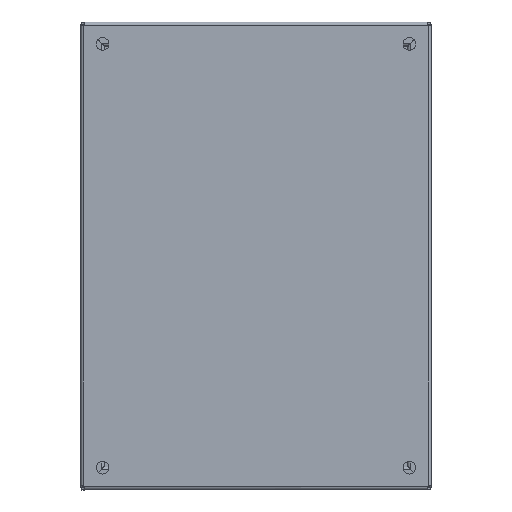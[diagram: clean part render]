
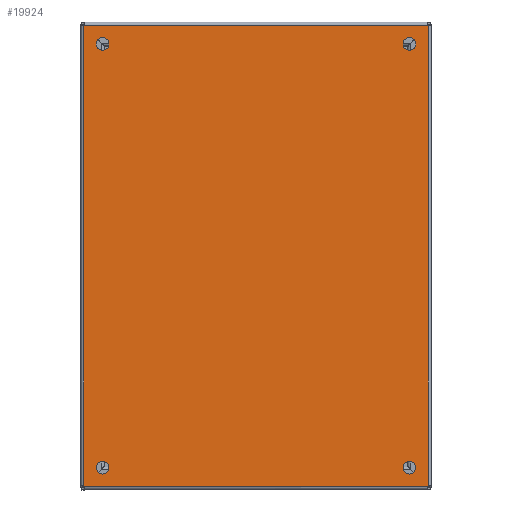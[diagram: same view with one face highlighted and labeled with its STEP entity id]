
A CAD part, top view. The second image highlights one B-rep face of the part: STEP entity #19924.
In plain terms, the highlighted face is planar.
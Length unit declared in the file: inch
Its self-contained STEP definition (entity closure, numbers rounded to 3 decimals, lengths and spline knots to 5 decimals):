
#15014=CARTESIAN_POINT('',(0.53125,0.75,0.0));
#15015=VERTEX_POINT('',#15014);
#15016=CARTESIAN_POINT('',(0.75,0.75,0.0));
#15017=DIRECTION('',(0.0,0.0,1.0));
#15018=DIRECTION('',(1.0,0.0,0.0));
#15019=AXIS2_PLACEMENT_3D('',#15016,#15017,#15018);
#15020=CIRCLE('',#15019,0.21875);
#15021=EDGE_CURVE('',#15015,#15015,#15020,.T.);
#15042=CARTESIAN_POINT('',(11.03125,0.75,0.0));
#15043=VERTEX_POINT('',#15042);
#15044=CARTESIAN_POINT('',(11.25,0.75,0.0));
#15045=DIRECTION('',(0.0,0.0,1.0));
#15046=DIRECTION('',(1.0,0.0,0.0));
#15047=AXIS2_PLACEMENT_3D('',#15044,#15045,#15046);
#15048=CIRCLE('',#15047,0.21875);
#15049=EDGE_CURVE('',#15043,#15043,#15048,.T.);
#15070=CARTESIAN_POINT('',(0.53125,15.25,0.0));
#15071=VERTEX_POINT('',#15070);
#15072=CARTESIAN_POINT('',(0.75,15.25,0.0));
#15073=DIRECTION('',(0.0,0.0,1.0));
#15074=DIRECTION('',(1.0,0.0,0.0));
#15075=AXIS2_PLACEMENT_3D('',#15072,#15073,#15074);
#15076=CIRCLE('',#15075,0.21875);
#15077=EDGE_CURVE('',#15071,#15071,#15076,.T.);
#15098=CARTESIAN_POINT('',(11.03125,15.25,0.0));
#15099=VERTEX_POINT('',#15098);
#15100=CARTESIAN_POINT('',(11.25,15.25,0.0));
#15101=DIRECTION('',(0.0,0.0,1.0));
#15102=DIRECTION('',(1.0,0.0,0.0));
#15103=AXIS2_PLACEMENT_3D('',#15100,#15101,#15102);
#15104=CIRCLE('',#15103,0.21875);
#15105=EDGE_CURVE('',#15099,#15099,#15104,.T.);
#18702=CARTESIAN_POINT('',(11.89475,15.88277,0.0));
#18703=VERTEX_POINT('',#18702);
#18800=CARTESIAN_POINT('',(11.89475,0.11723,0.0));
#18801=VERTEX_POINT('',#18800);
#18844=CARTESIAN_POINT('',(11.89475,15.88277,0.0));
#18845=DIRECTION('',(0.0,-1.0,0.0));
#18846=VECTOR('',#18845,15.76553);
#18847=LINE('',#18844,#18846);
#18848=EDGE_CURVE('',#18703,#18801,#18847,.T.);
#19019=CARTESIAN_POINT('',(0.11723,15.89475,0.0));
#19020=VERTEX_POINT('',#19019);
#19117=CARTESIAN_POINT('',(11.88277,15.89475,0.0));
#19118=VERTEX_POINT('',#19117);
#19161=CARTESIAN_POINT('',(0.11723,15.89475,0.0));
#19162=DIRECTION('',(1.0,0.0,0.0));
#19163=VECTOR('',#19162,11.76553);
#19164=LINE('',#19161,#19163);
#19165=EDGE_CURVE('',#19020,#19118,#19164,.T.);
#19332=CARTESIAN_POINT('',(0.10525,0.11723,0.0));
#19333=VERTEX_POINT('',#19332);
#19430=CARTESIAN_POINT('',(0.10525,15.88277,0.0));
#19431=VERTEX_POINT('',#19430);
#19474=CARTESIAN_POINT('',(0.10525,0.11723,0.0));
#19475=DIRECTION('',(0.0,1.0,0.0));
#19476=VECTOR('',#19475,15.76553);
#19477=LINE('',#19474,#19476);
#19478=EDGE_CURVE('',#19333,#19431,#19477,.T.);
#19645=CARTESIAN_POINT('',(11.88277,0.10525,0.0));
#19646=VERTEX_POINT('',#19645);
#19701=CARTESIAN_POINT('',(0.11723,0.10525,0.0));
#19702=VERTEX_POINT('',#19701);
#19716=CARTESIAN_POINT('',(11.88277,0.10525,0.0));
#19717=DIRECTION('',(-1.0,0.0,0.0));
#19718=VECTOR('',#19717,11.76553);
#19719=LINE('',#19716,#19718);
#19720=EDGE_CURVE('',#19646,#19702,#19719,.T.);
#19811=CARTESIAN_POINT('',(0.06211,0.06211,0.0));
#19812=DIRECTION('',(0.0,0.0,1.0));
#19813=DIRECTION('',(1.0,0.0,0.0));
#19814=AXIS2_PLACEMENT_3D('',#19811,#19812,#19813);
#19815=CIRCLE('',#19814,0.07);
#19816=EDGE_CURVE('',#19702,#19333,#19815,.T.);
#19873=CARTESIAN_POINT('',(11.93789,0.06211,0.0));
#19874=DIRECTION('',(0.0,0.0,1.0));
#19875=DIRECTION('',(1.0,0.0,0.0));
#19876=AXIS2_PLACEMENT_3D('',#19873,#19874,#19875);
#19877=CIRCLE('',#19876,0.07);
#19878=EDGE_CURVE('',#18801,#19646,#19877,.T.);
#19885=CARTESIAN_POINT('',(6.,8.0,0.0));
#19886=DIRECTION('',(0.0,0.0,1.0));
#19887=DIRECTION('',(1.0,0.0,0.0));
#19888=AXIS2_PLACEMENT_3D('',#19885,#19886,#19887);
#19889=PLANE('',#19888);
#19890=ORIENTED_EDGE('',*,*,#19720,.T.);
#19891=ORIENTED_EDGE('',*,*,#19816,.T.);
#19892=ORIENTED_EDGE('',*,*,#19478,.T.);
#19893=CARTESIAN_POINT('',(0.06211,15.93789,0.0));
#19894=DIRECTION('',(0.0,0.0,1.0));
#19895=DIRECTION('',(1.0,0.0,0.0));
#19896=AXIS2_PLACEMENT_3D('',#19893,#19894,#19895);
#19897=CIRCLE('',#19896,0.07);
#19898=EDGE_CURVE('',#19431,#19020,#19897,.T.);
#19899=ORIENTED_EDGE('',*,*,#19898,.T.);
#19900=ORIENTED_EDGE('',*,*,#19165,.T.);
#19901=CARTESIAN_POINT('',(11.93789,15.93789,0.0));
#19902=DIRECTION('',(0.0,0.0,1.0));
#19903=DIRECTION('',(1.0,0.0,0.0));
#19904=AXIS2_PLACEMENT_3D('',#19901,#19902,#19903);
#19905=CIRCLE('',#19904,0.07);
#19906=EDGE_CURVE('',#19118,#18703,#19905,.T.);
#19907=ORIENTED_EDGE('',*,*,#19906,.T.);
#19908=ORIENTED_EDGE('',*,*,#18848,.T.);
#19909=ORIENTED_EDGE('',*,*,#19878,.T.);
#19910=EDGE_LOOP('',(#19890,#19891,#19892,#19899,#19900,#19907,#19908,#19909));
#19911=FACE_OUTER_BOUND('',#19910,.T.);
#19912=ORIENTED_EDGE('',*,*,#15021,.T.);
#19913=EDGE_LOOP('',(#19912));
#19914=FACE_BOUND('',#19913,.T.);
#19915=ORIENTED_EDGE('',*,*,#15049,.T.);
#19916=EDGE_LOOP('',(#19915));
#19917=FACE_BOUND('',#19916,.T.);
#19918=ORIENTED_EDGE('',*,*,#15077,.T.);
#19919=EDGE_LOOP('',(#19918));
#19920=FACE_BOUND('',#19919,.T.);
#19921=ORIENTED_EDGE('',*,*,#15105,.T.);
#19922=EDGE_LOOP('',(#19921));
#19923=FACE_BOUND('',#19922,.T.);
#19924=ADVANCED_FACE('',(#19911,#19914,#19917,#19920,#19923),#19889,.F.);
